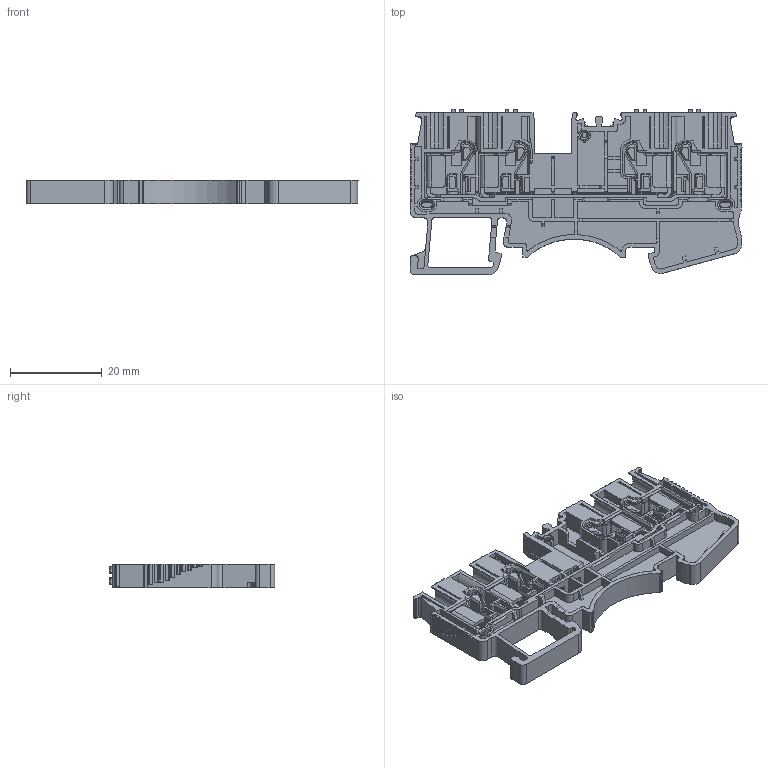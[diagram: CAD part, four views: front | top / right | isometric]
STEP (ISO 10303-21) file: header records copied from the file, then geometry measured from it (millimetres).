
FILE_DESCRIPTION((''),'2;1');
FILE_NAME('DS25-QU-01P-1Y-00AH-20180829_AS_ASM','2020-12-02T',('Administrator'),(''),'PRO/ENGINEER BY PARAMETRIC TECHNOLOGY CORPORATION, 2012360','PRO/ENGINEER BY PARAMETRIC TECHNOLOGY CORPORATION, 2012360','');
FILE_SCHEMA(('AUTOMOTIVE_DESIGN { 1 0 10303 214 1 1 1 1 }'));
Products named in the file (5): DS25-QU-00A-ZAILIUTI_1_1; ANNIU_1_1; DS25-SPRING170327_1_1; DS25-QU-HOUSING20190611_1_1; DS25-QU-01P-1Y-00AH-20180829_AS_ASM
Assembly tree (10 placements, depth 2):
  DS25-QU-01P-1Y-00AH-20180829_AS_ASM
    DS25-QU-00A-ZAILIUTI_1_1
    ANNIU_1_1  x4
    DS25-SPRING170327_1_1  x4
    DS25-QU-HOUSING20190611_1_1
Bounding box: 72.2 x 35.98 x 5.15 mm (x, y, z)
Volume: 4893.2 mm3; surface area: 12426.8 mm2
Topology: 10 solids, 10 shells, 3664 faces, 10380 edges, 6831 vertices
Faces by surface type: plane 2177, cylinder 1124, extrusion 280, cone 41, sphere 32, torus 6, bspline 4
Entity records: 115710 total; most frequent: CARTESIAN_POINT 24939, ORIENTED_EDGE 19208, DIRECTION 17155, EDGE_CURVE 9604, VECTOR 6945, LINE 6665, VERTEX_POINT 6357, AXIS2_PLACEMENT_3D 5105
